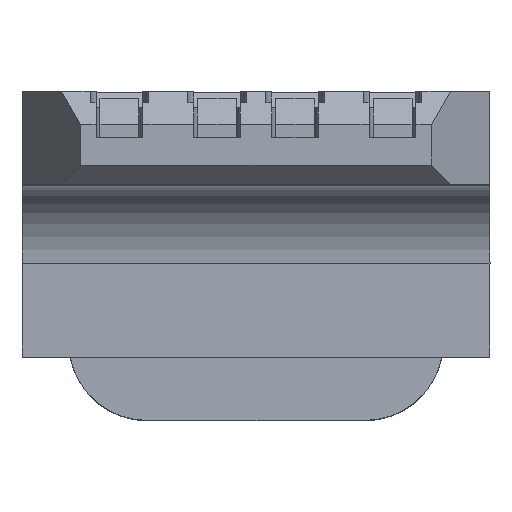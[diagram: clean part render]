
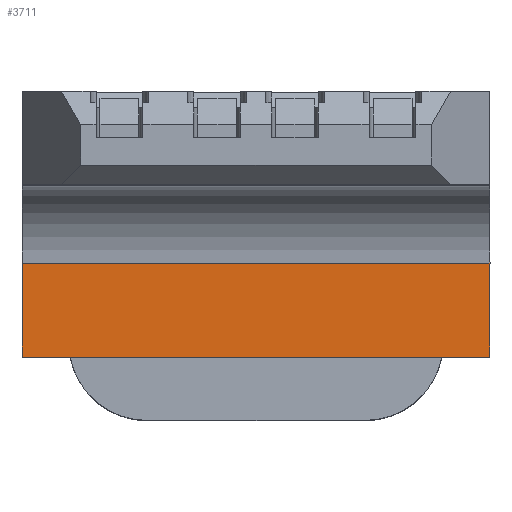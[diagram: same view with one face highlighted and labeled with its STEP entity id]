
A CAD part, top view. The second image highlights one B-rep face of the part: STEP entity #3711.
In plain terms, the highlighted planar face has unit normal (0, 0, 1).
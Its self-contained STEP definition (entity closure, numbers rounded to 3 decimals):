
#3 = CARTESIAN_POINT ( 'NONE',  ( 24.985, 1.298, 13. ) ) ;
#14 = PLANE ( 'NONE',  #978 ) ;
#184 = CARTESIAN_POINT ( 'NONE',  ( 25.185, -3.102, 13. ) ) ;
#294 = EDGE_CURVE ( 'NONE', #798, #344, #2285, .T. ) ;
#344 = VERTEX_POINT ( 'NONE', #1451 ) ;
#394 = ORIENTED_EDGE ( 'NONE', *, *, #3492, .F. ) ;
#585 = VERTEX_POINT ( 'NONE', #968 ) ;
#704 = LINE ( 'NONE', #1160, #3255 ) ;
#756 = VECTOR ( 'NONE', #2289, 1000. ) ;
#794 = FACE_OUTER_BOUND ( 'NONE', #1622, .T. ) ;
#798 = VERTEX_POINT ( 'NONE', #1972 ) ;
#866 = DIRECTION ( 'NONE',  ( 1., 0., 0. ) ) ;
#960 = LINE ( 'NONE', #1364, #756 ) ;
#968 = CARTESIAN_POINT ( 'NONE',  ( 25.185, -0.702, 13. ) ) ;
#978 = AXIS2_PLACEMENT_3D ( 'NONE', #3, #2794, #2435 ) ;
#1011 = ORIENTED_EDGE ( 'NONE', *, *, #3219, .T. ) ;
#1095 = EDGE_CURVE ( 'NONE', #344, #1392, #2337, .T. ) ;
#1160 = CARTESIAN_POINT ( 'NONE',  ( 24.985, -0.702, 13. ) ) ;
#1364 = CARTESIAN_POINT ( 'NONE',  ( 25.185, -4.702, 13. ) ) ;
#1392 = VERTEX_POINT ( 'NONE', #184 ) ;
#1451 = CARTESIAN_POINT ( 'NONE',  ( 37.185, -3.102, 13. ) ) ;
#1466 = ORIENTED_EDGE ( 'NONE', *, *, #1095, .F. ) ;
#1622 = EDGE_LOOP ( 'NONE', ( #1011, #1466, #3216, #394 ) ) ;
#1972 = CARTESIAN_POINT ( 'NONE',  ( 37.185, -0.702, 13. ) ) ;
#2021 = DIRECTION ( 'NONE',  ( 0., -1., 0. ) ) ;
#2177 = VECTOR ( 'NONE', #2021, 1000. ) ;
#2209 = DIRECTION ( 'NONE',  ( -1., 0., 0. ) ) ;
#2285 = LINE ( 'NONE', #2929, #2177 ) ;
#2289 = DIRECTION ( 'NONE',  ( 0., -1., 0. ) ) ;
#2337 = LINE ( 'NONE', #3751, #3876 ) ;
#2435 = DIRECTION ( 'NONE',  ( 0., 1., 0. ) ) ;
#2794 = DIRECTION ( 'NONE',  ( 0., 0., -1. ) ) ;
#2929 = CARTESIAN_POINT ( 'NONE',  ( 37.185, 1.298, 13. ) ) ;
#3216 = ORIENTED_EDGE ( 'NONE', *, *, #294, .F. ) ;
#3219 = EDGE_CURVE ( 'NONE', #585, #1392, #960, .T. ) ;
#3255 = VECTOR ( 'NONE', #866, 1000. ) ;
#3492 = EDGE_CURVE ( 'NONE', #585, #798, #704, .T. ) ;
#3711 = ADVANCED_FACE ( 'NONE', ( #794 ), #14, .F. ) ;
#3751 = CARTESIAN_POINT ( 'NONE',  ( 24.985, -3.102, 13. ) ) ;
#3876 = VECTOR ( 'NONE', #2209, 1000. ) ;
